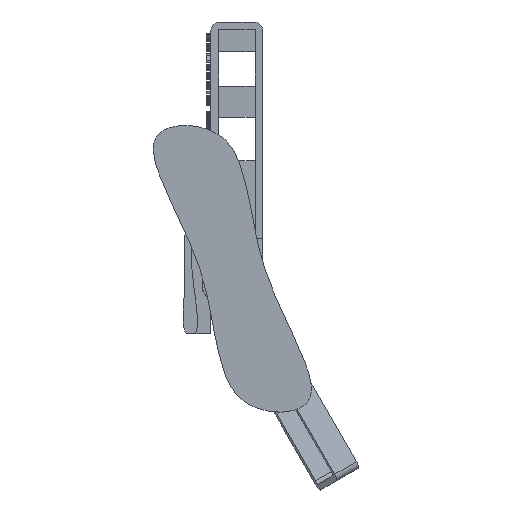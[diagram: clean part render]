
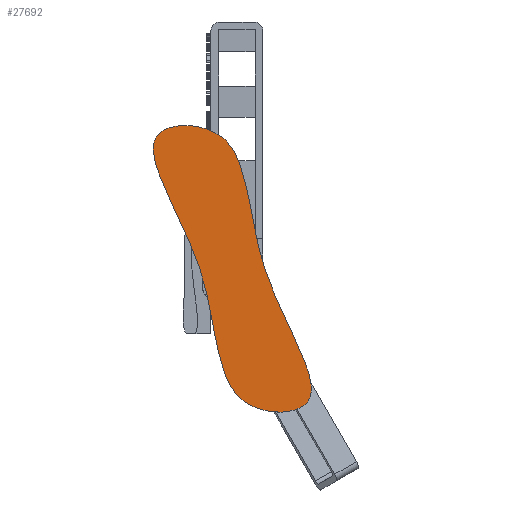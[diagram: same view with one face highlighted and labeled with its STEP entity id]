
A CAD part, top view. The second image highlights one B-rep face of the part: STEP entity #27692.
In plain terms, the highlighted planar face has unit normal (0, 0, 1).
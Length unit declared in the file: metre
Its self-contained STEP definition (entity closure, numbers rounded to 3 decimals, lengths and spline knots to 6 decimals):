
#53=PLANE('',#29121);
#9446=ORIENTED_EDGE('',*,*,#17758,.T.);
#9447=ORIENTED_EDGE('',*,*,#17759,.T.);
#9448=ORIENTED_EDGE('',*,*,#17760,.T.);
#9449=ORIENTED_EDGE('',*,*,#17761,.T.);
#9450=ORIENTED_EDGE('',*,*,#17762,.T.);
#9451=ORIENTED_EDGE('',*,*,#17763,.T.);
#9452=ORIENTED_EDGE('',*,*,#17764,.T.);
#9453=ORIENTED_EDGE('',*,*,#17755,.T.);
#17755=EDGE_CURVE('',#21915,#21914,#24683,.T.);
#17758=EDGE_CURVE('',#21914,#21916,#24684,.T.);
#17759=EDGE_CURVE('',#21916,#21917,#24685,.T.);
#17760=EDGE_CURVE('',#21917,#21918,#24686,.T.);
#17761=EDGE_CURVE('',#21918,#21919,#24687,.T.);
#17762=EDGE_CURVE('',#21919,#21920,#24688,.T.);
#17763=EDGE_CURVE('',#21920,#21921,#24689,.T.);
#17764=EDGE_CURVE('',#21921,#21915,#24690,.T.);
#21914=VERTEX_POINT('',#37505);
#21915=VERTEX_POINT('',#37510);
#21916=VERTEX_POINT('',#37521);
#21917=VERTEX_POINT('',#37531);
#21918=VERTEX_POINT('',#37536);
#21919=VERTEX_POINT('',#37541);
#21920=VERTEX_POINT('',#37546);
#21921=VERTEX_POINT('',#37551);
#24683=B_SPLINE_CURVE_WITH_KNOTS('',3,(#37506,#37507,#37508,#37509),
 .UNSPECIFIED.,.F.,.F.,(4,4),(0.,0.186269),
 .PIECEWISE_BEZIER_KNOTS.);
#24684=B_SPLINE_CURVE_WITH_KNOTS('',3,(#37522,#37523,#37524,#37525),
 .UNSPECIFIED.,.F.,.F.,(4,4),(0.186269,0.213054),
 .PIECEWISE_BEZIER_KNOTS.);
#24685=B_SPLINE_CURVE_WITH_KNOTS('',3,(#37527,#37528,#37529,#37530),
 .UNSPECIFIED.,.F.,.F.,(4,4),(0.213054,0.372539),
 .PIECEWISE_BEZIER_KNOTS.);
#24686=B_SPLINE_CURVE_WITH_KNOTS('',3,(#37532,#37533,#37534,#37535),
 .UNSPECIFIED.,.F.,.F.,(4,4),(0.372539,0.5),
 .PIECEWISE_BEZIER_KNOTS.);
#24687=B_SPLINE_CURVE_WITH_KNOTS('',3,(#37537,#37538,#37539,#37540),
 .UNSPECIFIED.,.F.,.F.,(4,4),(0.5,0.686269),
 .PIECEWISE_BEZIER_KNOTS.);
#24688=B_SPLINE_CURVE_WITH_KNOTS('',3,(#37542,#37543,#37544,#37545),
 .UNSPECIFIED.,.F.,.F.,(4,4),(0.686269,0.713054),
 .PIECEWISE_BEZIER_KNOTS.);
#24689=B_SPLINE_CURVE_WITH_KNOTS('',3,(#37547,#37548,#37549,#37550),
 .UNSPECIFIED.,.F.,.F.,(4,4),(0.713054,0.872539),
 .PIECEWISE_BEZIER_KNOTS.);
#24690=B_SPLINE_CURVE_WITH_KNOTS('',3,(#37552,#37553,#37554,#37555),
 .UNSPECIFIED.,.F.,.F.,(4,4),(0.872539,1.),
 .PIECEWISE_BEZIER_KNOTS.);
#24809=EDGE_LOOP('',(#9446,#9447,#9448,#9449,#9450,#9451,#9452,#9453));
#26234=FACE_BOUND('',#24809,.T.);
#27692=ADVANCED_FACE('',(#26234),#53,.T.);
#29121=AXIS2_PLACEMENT_3D('',#37526,#30526,#30527);
#30526=DIRECTION('',(0.,0.,1.));
#30527=DIRECTION('',(1.,0.,0.));
#37505=CARTESIAN_POINT('',(-0.015058,0.008641,0.030395));
#37506=CARTESIAN_POINT('',(-0.005058,-0.021793,0.030395));
#37507=CARTESIAN_POINT('',(-0.001729,-0.016654,0.030395));
#37508=CARTESIAN_POINT('',(-0.010902,-0.004007,0.030395));
#37509=CARTESIAN_POINT('',(-0.015058,0.008641,0.030395));
#37510=CARTESIAN_POINT('',(-0.005058,-0.021793,0.030395));
#37521=CARTESIAN_POINT('',(-0.016577,0.014075,0.030395));
#37522=CARTESIAN_POINT('',(-0.015058,0.008641,0.030395));
#37523=CARTESIAN_POINT('',(-0.015656,0.01046,0.030395));
#37524=CARTESIAN_POINT('',(-0.016149,0.012278,0.030395));
#37525=CARTESIAN_POINT('',(-0.016577,0.014075,0.030395));
#37526=CARTESIAN_POINT('',(-0.022558,0.008641,0.030395));
#37527=CARTESIAN_POINT('',(-0.016577,0.014075,0.030395));
#37528=CARTESIAN_POINT('',(-0.019122,0.024771,0.030395));
#37529=CARTESIAN_POINT('',(-0.019316,0.034675,0.030395));
#37530=CARTESIAN_POINT('',(-0.025058,0.039075,0.030395));
#37531=CARTESIAN_POINT('',(-0.025058,0.039075,0.030395));
#37532=CARTESIAN_POINT('',(-0.025058,0.039075,0.030395));
#37533=CARTESIAN_POINT('',(-0.029647,0.042591,0.030395));
#37534=CARTESIAN_POINT('',(-0.03778,0.042591,0.030395));
#37535=CARTESIAN_POINT('',(-0.040058,0.039075,0.030395));
#37536=CARTESIAN_POINT('',(-0.040058,0.039075,0.030395));
#37537=CARTESIAN_POINT('',(-0.040058,0.039075,0.030395));
#37538=CARTESIAN_POINT('',(-0.043387,0.033936,0.030395));
#37539=CARTESIAN_POINT('',(-0.034214,0.021289,0.030395));
#37540=CARTESIAN_POINT('',(-0.030058,0.008641,0.030395));
#37541=CARTESIAN_POINT('',(-0.030058,0.008641,0.030395));
#37542=CARTESIAN_POINT('',(-0.030058,0.008641,0.030395));
#37543=CARTESIAN_POINT('',(-0.02946,0.006822,0.030395));
#37544=CARTESIAN_POINT('',(-0.028967,0.005004,0.030395));
#37545=CARTESIAN_POINT('',(-0.028539,0.003207,0.030395));
#37546=CARTESIAN_POINT('',(-0.028539,0.003207,0.030395));
#37547=CARTESIAN_POINT('',(-0.028539,0.003207,0.030395));
#37548=CARTESIAN_POINT('',(-0.025994,-0.007489,0.030395));
#37549=CARTESIAN_POINT('',(-0.0258,-0.017393,0.030395));
#37550=CARTESIAN_POINT('',(-0.020058,-0.021793,0.030395));
#37551=CARTESIAN_POINT('',(-0.020058,-0.021793,0.030395));
#37552=CARTESIAN_POINT('',(-0.020058,-0.021793,0.030395));
#37553=CARTESIAN_POINT('',(-0.015469,-0.025309,0.030395));
#37554=CARTESIAN_POINT('',(-0.007336,-0.025309,0.030395));
#37555=CARTESIAN_POINT('',(-0.005058,-0.021793,0.030395));
